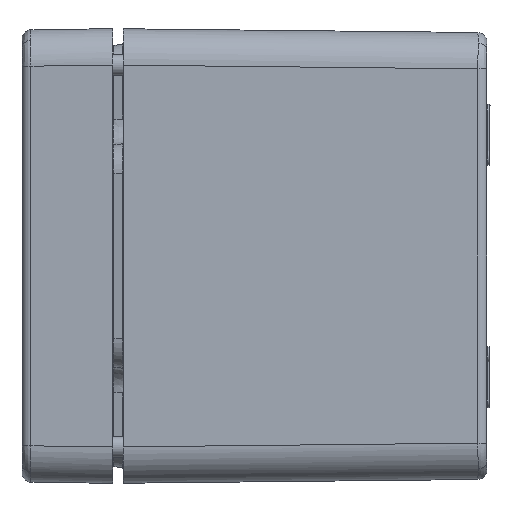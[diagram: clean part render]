
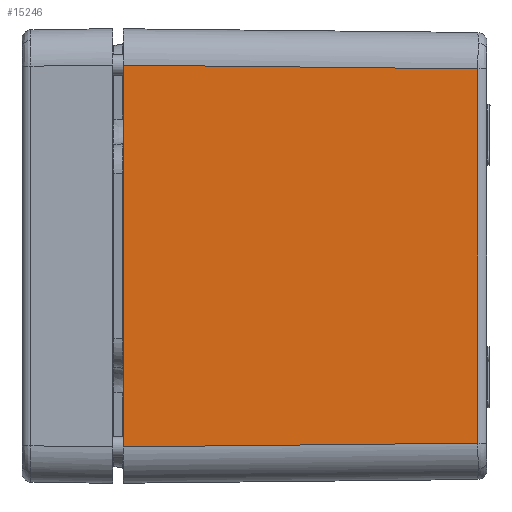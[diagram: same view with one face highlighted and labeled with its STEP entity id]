
A CAD part, left-side view. The second image highlights one B-rep face of the part: STEP entity #15246.
In plain terms, the highlighted planar face has unit normal (-1, -0.011, 0).
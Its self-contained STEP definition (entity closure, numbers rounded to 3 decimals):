
#609=PLANE('',#16833);
#1124=LINE('',#49913,#1792);
#1189=LINE('',#50650,#1857);
#1190=LINE('',#50651,#1858);
#1191=LINE('',#50652,#1859);
#1792=VECTOR('',#20063,1000.);
#1857=VECTOR('',#20244,1000.);
#1858=VECTOR('',#20245,1000.);
#1859=VECTOR('',#20246,1000.);
#3291=FACE_OUTER_BOUND('',#4393,.T.);
#4393=EDGE_LOOP('',(#12819,#12820,#12821,#12822));
#6970=VERTEX_POINT('',#48452);
#7161=VERTEX_POINT('',#49911);
#7162=VERTEX_POINT('',#49912);
#7238=VERTEX_POINT('',#50649);
#9098=EDGE_CURVE('',#7161,#7162,#1124,.T.);
#9216=EDGE_CURVE('',#7162,#7238,#1189,.T.);
#9217=EDGE_CURVE('',#7238,#6970,#1190,.T.);
#9218=EDGE_CURVE('',#6970,#7161,#1191,.T.);
#12819=ORIENTED_EDGE('',*,*,#9216,.T.);
#12820=ORIENTED_EDGE('',*,*,#9217,.T.);
#12821=ORIENTED_EDGE('',*,*,#9218,.T.);
#12822=ORIENTED_EDGE('',*,*,#9098,.T.);
#15246=ADVANCED_FACE('',(#3291),#609,.T.);
#16833=AXIS2_PLACEMENT_3D('',#50648,#20242,#20243);
#20063=DIRECTION('',(0.,0.,-1.));
#20242=DIRECTION('center_axis',(-1.,-0.01,
0.));
#20243=DIRECTION('ref_axis',(0.01,-1.,0.));
#20244=DIRECTION('',(0.01,-1.,0.01));
#20245=DIRECTION('',(0.,0.,1.));
#20246=DIRECTION('',(-0.01,1.,0.01));
#48452=CARTESIAN_POINT('',(-114.369,-58.216,30.87));
#49911=CARTESIAN_POINT('',(-114.982,0.3,31.483));
#49912=CARTESIAN_POINT('',(-114.982,0.3,-31.483));
#49913=CARTESIAN_POINT('',(-114.982,0.3,-37.5));
#50648=CARTESIAN_POINT('Origin',(-115.,2.,-37.5));
#50649=CARTESIAN_POINT('',(-114.369,-58.216,-30.87));
#50650=CARTESIAN_POINT('',(-115.001,2.063,-31.501));
#50651=CARTESIAN_POINT('',(-114.369,-58.216,30.854));
#50652=CARTESIAN_POINT('',(-114.992,1.278,31.493));
